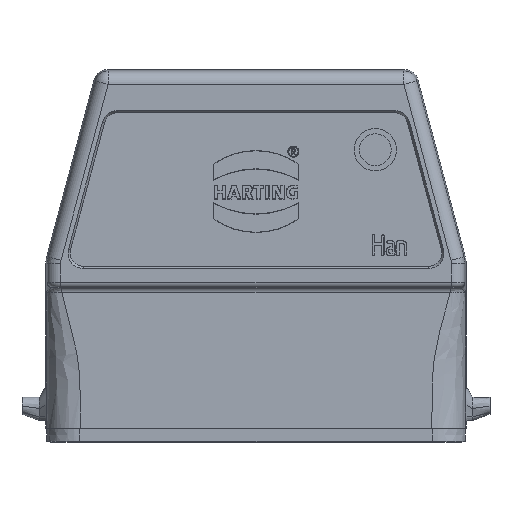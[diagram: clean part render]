
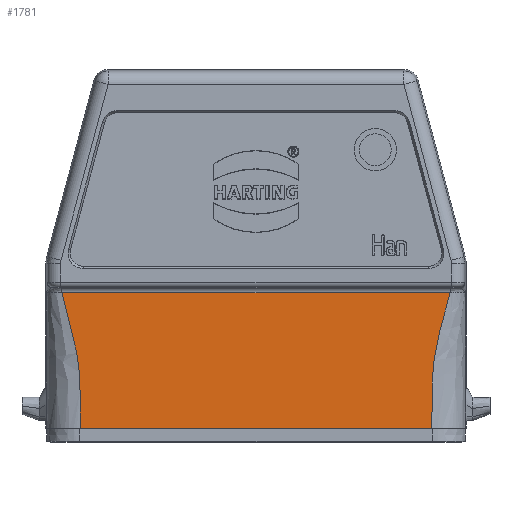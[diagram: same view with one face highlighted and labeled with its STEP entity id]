
A CAD part, front view. The second image highlights one B-rep face of the part: STEP entity #1781.
In plain terms, the highlighted planar face has unit normal (0, -1, 0).
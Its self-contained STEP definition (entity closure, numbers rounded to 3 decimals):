
#1025=(
BOUNDED_CURVE()
B_SPLINE_CURVE(3,(#14847,#14848,#14849,#14850,#14851,#14852,#14853,#14854,
#14855,#14856),.UNSPECIFIED.,.F.,.F.)
B_SPLINE_CURVE_WITH_KNOTS((4,3,3,4),(0.,0.095,0.311,
1.),.UNSPECIFIED.)
CURVE()
GEOMETRIC_REPRESENTATION_ITEM()
RATIONAL_B_SPLINE_CURVE((1.,1.,1.,1.,1.,1.,1.,1.,1.,1.))
REPRESENTATION_ITEM('')
);
#1026=(
BOUNDED_CURVE()
B_SPLINE_CURVE(3,(#14858,#14859,#14860,#14861,#14862,#14863,#14864,#14865,
#14866,#14867),.UNSPECIFIED.,.F.,.F.)
B_SPLINE_CURVE_WITH_KNOTS((4,3,3,4),(0.,0.689,0.905,
1.),.UNSPECIFIED.)
CURVE()
GEOMETRIC_REPRESENTATION_ITEM()
RATIONAL_B_SPLINE_CURVE((1.,1.,1.,1.,1.,1.,1.,1.,1.,1.))
REPRESENTATION_ITEM('')
);
#1781=ADVANCED_FACE('',(#2545),#2233,.T.);
#2233=PLANE('',#9612);
#2545=FACE_OUTER_BOUND('',#3040,.T.);
#3040=EDGE_LOOP('',(#4209,#4210,#4211,#4212));
#4209=ORIENTED_EDGE('',*,*,#7134,.T.);
#4210=ORIENTED_EDGE('',*,*,#7112,.F.);
#4211=ORIENTED_EDGE('',*,*,#7135,.T.);
#4212=ORIENTED_EDGE('',*,*,#7136,.T.);
#6211=VERTEX_POINT('',#14776);
#6212=VERTEX_POINT('',#14778);
#6231=VERTEX_POINT('',#14857);
#6232=VERTEX_POINT('',#14868);
#7112=EDGE_CURVE('',#6211,#6212,#8162,.T.);
#7134=EDGE_CURVE('',#6231,#6212,#1025,.T.);
#7135=EDGE_CURVE('',#6211,#6232,#1026,.T.);
#7136=EDGE_CURVE('',#6232,#6231,#8175,.T.);
#8162=LINE('',#14777,#8890);
#8175=LINE('',#14869,#8903);
#8890=VECTOR('',#10746,1.);
#8903=VECTOR('',#10769,1.);
#9612=AXIS2_PLACEMENT_3D('',#14870,#10770,#10771);
#10746=DIRECTION('',(-1.,0.,0.));
#10769=DIRECTION('',(-1.,0.,0.));
#10770=DIRECTION('',(0.,-1.,0.));
#10771=DIRECTION('',(0.,0.,1.));
#14776=CARTESIAN_POINT('',(33.202,-14.75,-11.7));
#14777=CARTESIAN_POINT('',(39.65,-14.75,-11.7));
#14778=CARTESIAN_POINT('',(-33.202,-14.75,-11.7));
#14847=CARTESIAN_POINT('',(-39.393,-14.75,23.183));
#14848=CARTESIAN_POINT('',(-38.574,-14.75,20.406));
#14849=CARTESIAN_POINT('',(-37.755,-14.75,17.628));
#14850=CARTESIAN_POINT('',(-36.936,-14.75,14.85));
#14851=CARTESIAN_POINT('',(-35.069,-14.75,8.517));
#14852=CARTESIAN_POINT('',(-33.202,-14.75,2.183));
#14853=CARTESIAN_POINT('',(-33.202,-14.75,-4.15));
#14854=CARTESIAN_POINT('',(-33.202,-14.75,-24.367));
#14855=CARTESIAN_POINT('',(-33.202,-14.75,-44.583));
#14856=CARTESIAN_POINT('',(-33.202,-14.75,-64.8));
#14857=CARTESIAN_POINT('',(-36.641,-14.75,13.85));
#14858=CARTESIAN_POINT('',(33.202,-14.75,-64.8));
#14859=CARTESIAN_POINT('',(33.202,-14.75,-44.583));
#14860=CARTESIAN_POINT('',(33.202,-14.75,-24.367));
#14861=CARTESIAN_POINT('',(33.202,-14.75,-4.15));
#14862=CARTESIAN_POINT('',(33.202,-14.75,2.183));
#14863=CARTESIAN_POINT('',(35.069,-14.75,8.517));
#14864=CARTESIAN_POINT('',(36.936,-14.75,14.85));
#14865=CARTESIAN_POINT('',(37.755,-14.75,17.628));
#14866=CARTESIAN_POINT('',(38.574,-14.75,20.406));
#14867=CARTESIAN_POINT('',(39.393,-14.75,23.183));
#14868=CARTESIAN_POINT('',(36.641,-14.75,13.85));
#14869=CARTESIAN_POINT('',(-39.65,-14.75,13.85));
#14870=CARTESIAN_POINT('',(-39.65,-14.75,14.85));
